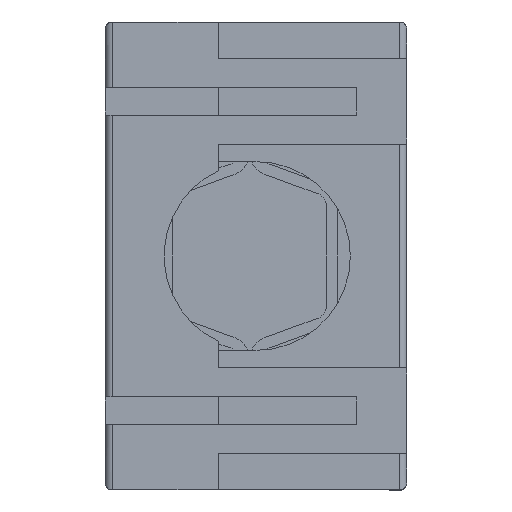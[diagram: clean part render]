
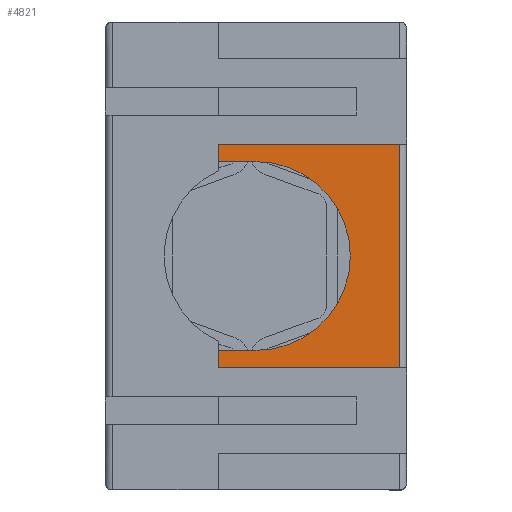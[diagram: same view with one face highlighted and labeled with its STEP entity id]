
A CAD part, left-side view. The second image highlights one B-rep face of the part: STEP entity #4821.
In plain terms, the highlighted planar face has unit normal (-1, 0, 0).
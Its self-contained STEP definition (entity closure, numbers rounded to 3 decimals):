
#4788 = EDGE_CURVE ( 'NONE', #4797, #11995, #16281, .T. ) ;
#4795 = EDGE_CURVE ( 'NONE', #4828, #10556, #16336, .T. ) ;
#4796 = ORIENTED_EDGE ( 'NONE', *, *, #4795, .F. ) ;
#4797 = VERTEX_POINT ( 'NONE', #16329 ) ;
#4804 = EDGE_LOOP ( 'NONE', ( #4796, #4856, #4854, #4853, #4852, #4886, #4883, #4862 ) ) ;
#4821 = ADVANCED_FACE ( 'NONE', ( #16353 ), #16352, .T. ) ;
#4828 = VERTEX_POINT ( 'NONE', #16395 ) ;
#4850 = VERTEX_POINT ( 'NONE', #16372 ) ;
#4851 = EDGE_CURVE ( 'NONE', #4850, #11979, #16371, .T. ) ;
#4852 = ORIENTED_EDGE ( 'NONE', *, *, #4851, .F. ) ;
#4853 = ORIENTED_EDGE ( 'NONE', *, *, #12003, .F. ) ;
#4854 = ORIENTED_EDGE ( 'NONE', *, *, #4788, .T. ) ;
#4855 = EDGE_CURVE ( 'NONE', #4828, #4797, #16429, .T. ) ;
#4856 = ORIENTED_EDGE ( 'NONE', *, *, #4855, .T. ) ;
#4862 = ORIENTED_EDGE ( 'NONE', *, *, #10726, .F. ) ;
#4882 = EDGE_CURVE ( 'NONE', #10743, #4884, #16444, .T. ) ;
#4883 = ORIENTED_EDGE ( 'NONE', *, *, #4882, .F. ) ;
#4884 = VERTEX_POINT ( 'NONE', #16435 ) ;
#4885 = EDGE_CURVE ( 'NONE', #4884, #4850, #16434, .T. ) ;
#4886 = ORIENTED_EDGE ( 'NONE', *, *, #4885, .F. ) ;
#5357 = DIRECTION ( 'NONE',  ( 0., 0., 1. ) ) ;
#5358 = VECTOR ( 'NONE', #5357, 1000. ) ;
#5359 = CARTESIAN_POINT ( 'NONE',  ( -33., 0., -4.45 ) ) ;
#5360 = LINE ( 'NONE', #5359, #5358 ) ;
#5396 = CARTESIAN_POINT ( 'NONE',  ( -33., 0., -3.75 ) ) ;
#7911 = CARTESIAN_POINT ( 'NONE',  ( -33., 0., 3.75 ) ) ;
#7974 = DIRECTION ( 'NONE',  ( 0., 0., 1. ) ) ;
#7975 = VECTOR ( 'NONE', #7974, 1000. ) ;
#7976 = CARTESIAN_POINT ( 'NONE',  ( -33., 0., -4.45 ) ) ;
#7977 = LINE ( 'NONE', #7976, #7975 ) ;
#7988 = CARTESIAN_POINT ( 'NONE',  ( -33., 0., 4.45 ) ) ;
#10556 = VERTEX_POINT ( 'NONE', #18031 ) ;
#10726 = EDGE_CURVE ( 'NONE', #10556, #10743, #5360, .T. ) ;
#10743 = VERTEX_POINT ( 'NONE', #5396 ) ;
#11979 = VERTEX_POINT ( 'NONE', #7911 ) ;
#11995 = VERTEX_POINT ( 'NONE', #7988 ) ;
#12003 = EDGE_CURVE ( 'NONE', #11979, #11995, #7977, .T. ) ;
#16278 = DIRECTION ( 'NONE',  ( 0., 1., 0. ) ) ;
#16279 = VECTOR ( 'NONE', #16278, 1000. ) ;
#16280 = CARTESIAN_POINT ( 'NONE',  ( -33., -7.5, 4.45 ) ) ;
#16281 = LINE ( 'NONE', #16280, #16279 ) ;
#16329 = CARTESIAN_POINT ( 'NONE',  ( -33., -7.2, 4.45 ) ) ;
#16330 = DIRECTION ( 'NONE',  ( 0., 1., 0. ) ) ;
#16331 = VECTOR ( 'NONE', #16330, 1000. ) ;
#16332 = CARTESIAN_POINT ( 'NONE',  ( -33., -7.5, -4.45 ) ) ;
#16336 = LINE ( 'NONE', #16332, #16331 ) ;
#16347 = DIRECTION ( 'NONE',  ( 0., 0., 1. ) ) ;
#16348 = DIRECTION ( 'NONE',  ( -1., 0., 0. ) ) ;
#16349 = AXIS2_PLACEMENT_3D ( 'NONE', #16351, #16348, #16347 ) ;
#16351 = CARTESIAN_POINT ( 'NONE',  ( -33., -7.5, -4.45 ) ) ;
#16352 = PLANE ( 'NONE',  #16349 ) ;
#16353 = FACE_OUTER_BOUND ( 'NONE', #4804, .T. ) ;
#16368 = DIRECTION ( 'NONE',  ( 0., 1., 0. ) ) ;
#16369 = VECTOR ( 'NONE', #16368, 1000. ) ;
#16370 = CARTESIAN_POINT ( 'NONE',  ( -33., -1.5, 3.75 ) ) ;
#16371 = LINE ( 'NONE', #16370, #16369 ) ;
#16372 = CARTESIAN_POINT ( 'NONE',  ( -33., -1.5, 3.75 ) ) ;
#16395 = CARTESIAN_POINT ( 'NONE',  ( -33., -7.2, -4.45 ) ) ;
#16426 = DIRECTION ( 'NONE',  ( 0., 0., 1. ) ) ;
#16427 = VECTOR ( 'NONE', #16426, 1000. ) ;
#16428 = CARTESIAN_POINT ( 'NONE',  ( -33., -7.2, -4.45 ) ) ;
#16429 = LINE ( 'NONE', #16428, #16427 ) ;
#16430 = DIRECTION ( 'NONE',  ( 0., 0., 1. ) ) ;
#16431 = DIRECTION ( 'NONE',  ( -1., 0., 0. ) ) ;
#16432 = CARTESIAN_POINT ( 'NONE',  ( -33., -1.5, 0. ) ) ;
#16433 = AXIS2_PLACEMENT_3D ( 'NONE', #16432, #16431, #16430 ) ;
#16434 = CIRCLE ( 'NONE', #16433, 3.75 ) ;
#16435 = CARTESIAN_POINT ( 'NONE',  ( -33., -1.5, -3.75 ) ) ;
#16436 = DIRECTION ( 'NONE',  ( 0., -1., 0. ) ) ;
#16437 = VECTOR ( 'NONE', #16436, 1000. ) ;
#16438 = CARTESIAN_POINT ( 'NONE',  ( -33., -1.5, -3.75 ) ) ;
#16444 = LINE ( 'NONE', #16438, #16437 ) ;
#18031 = CARTESIAN_POINT ( 'NONE',  ( -33., 0., -4.45 ) ) ;
